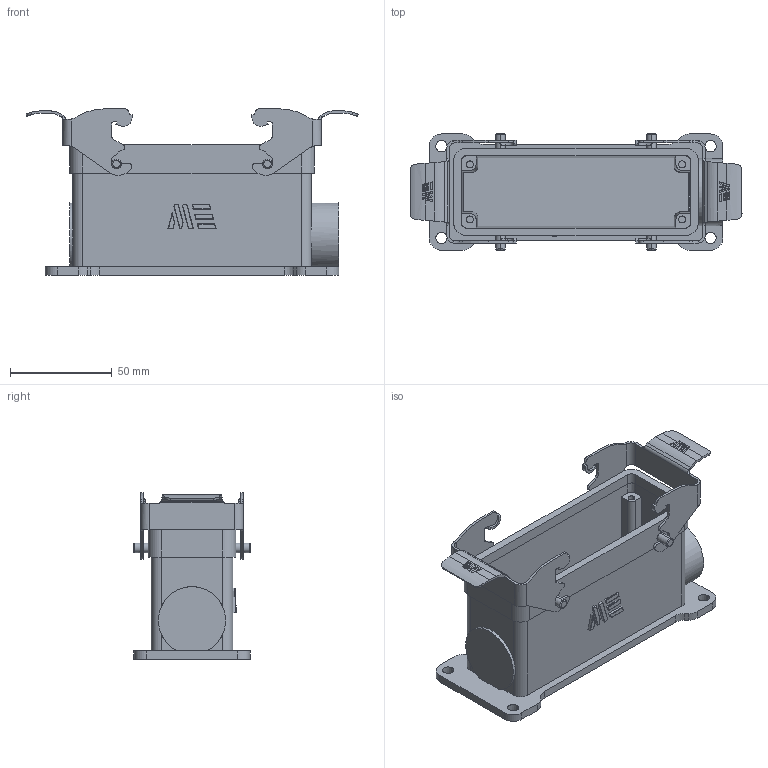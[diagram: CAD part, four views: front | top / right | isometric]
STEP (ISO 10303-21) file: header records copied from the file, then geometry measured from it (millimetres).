
FILE_DESCRIPTION (( 'STEP AP203' ), '1' );
FILE_NAME ('290582905S.step', '2025-02-12T17:50:12', ( '' ), ( '' ), 'SwSTEP 2.0', 'SolidWorks 2024', '' );
FILE_SCHEMA (( 'CONFIG_CONTROL_DESIGN' ));
Length unit declared in the file: inch
Products named in the file (1): 290582905S
Bounding box: 162.8 x 57 x 81.5 mm (x, y, z)
Volume: 101534.8 mm3; surface area: 65781 mm2
Topology: 1 solids, 1 shells, 496 faces, 1363 edges, 889 vertices
Faces by surface type: cylinder 244, plane 222, bspline 16, cone 14
Entity records: 17246 total; most frequent: CARTESIAN_POINT 4823, ORIENTED_EDGE 2726, DIRECTION 2416, EDGE_CURVE 1363, VERTEX_POINT 889, VECTOR 812, LINE 812, AXIS2_PLACEMENT_3D 802
